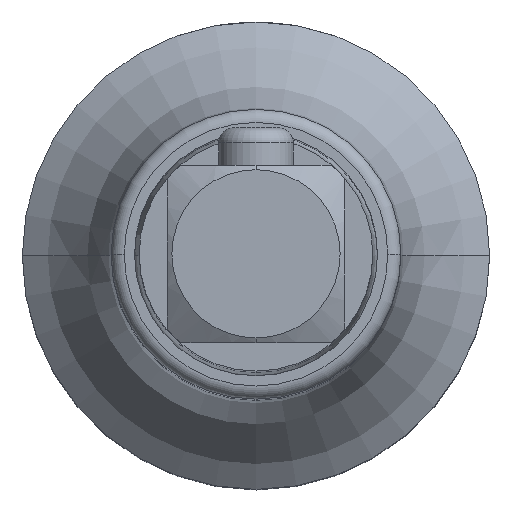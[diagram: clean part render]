
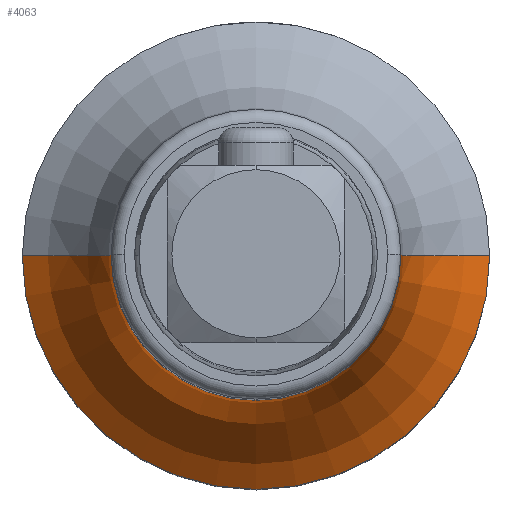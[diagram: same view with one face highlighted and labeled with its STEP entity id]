
A CAD part, top view. The second image highlights one B-rep face of the part: STEP entity #4063.
In plain terms, the highlighted toroidal (fillet/blend) face has major radius 17.75 mm and minor radius 10 mm.
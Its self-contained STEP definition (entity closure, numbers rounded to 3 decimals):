
#3573=CARTESIAN_POINT('',(0.,0.,18.4));
#3574=DIRECTION('',(0.,0.,1.));
#3575=DIRECTION('',(1.,0.,0.));
#3576=AXIS2_PLACEMENT_3D('',#3573,#3574,#3575);
#3581=CARTESIAN_POINT('',(17.75,0.,
26.911));
#3582=DIRECTION('',(0.,1.,0.));
#3583=DIRECTION('',(-0.525,0.,-0.851));
#3584=AXIS2_PLACEMENT_3D('',#3581,#3582,#3583);
#3589=CARTESIAN_POINT('',(-17.75,0.,
26.911));
#3590=DIRECTION('',(0.,-1.,0.));
#3591=DIRECTION('',(0.525,0.,-0.851));
#3592=AXIS2_PLACEMENT_3D('',#3589,#3590,#3591);
#3754=CARTESIAN_POINT('',(0.,0.,26.911));
#3755=DIRECTION('',(0.,0.,1.));
#3756=DIRECTION('',(1.,0.,0.));
#3757=AXIS2_PLACEMENT_3D('',#3754,#3755,#3756);
#3769=CARTESIAN_POINT('',(-12.5,0.,18.4));
#3770=CARTESIAN_POINT('',(12.5,0.,18.4));
#3771=VERTEX_POINT('',#3769);
#3772=VERTEX_POINT('',#3770);
#3773=CARTESIAN_POINT('',(-7.75,0.,26.911));
#3774=CARTESIAN_POINT('',(7.75,0.,26.911));
#3775=VERTEX_POINT('',#3773);
#3776=VERTEX_POINT('',#3774);
#4049=CARTESIAN_POINT('',(0.,0.,26.911));
#4050=DIRECTION('',(0.,0.,1.));
#4051=DIRECTION('',(1.,0.,0.));
#4052=AXIS2_PLACEMENT_3D('',#4049,#4050,#4051);
#4053=TOROIDAL_SURFACE('',#4052,17.75,10.);
#4054=ORIENTED_EDGE('',*,*,#4043,.F.);
#4056=ORIENTED_EDGE('',*,*,#4055,.T.);
#4058=ORIENTED_EDGE('',*,*,#4057,.T.);
#4060=ORIENTED_EDGE('',*,*,#4059,.F.);
#4061=EDGE_LOOP('',(#4054,#4056,#4058,#4060));
#4062=FACE_OUTER_BOUND('',#4061,.F.);
#4063=ADVANCED_FACE('',(#4062),#4053,.F.);
#3577=CIRCLE('',#3576,12.5);
#3585=CIRCLE('',#3584,10.);
#3593=CIRCLE('',#3592,10.);
#3758=CIRCLE('',#3757,7.75);
#4043=EDGE_CURVE('',#3772,#3771,#3577,.T.);
#4055=EDGE_CURVE('',#3772,#3776,#3585,.T.);
#4057=EDGE_CURVE('',#3776,#3775,#3758,.T.);
#4059=EDGE_CURVE('',#3771,#3775,#3593,.T.);
